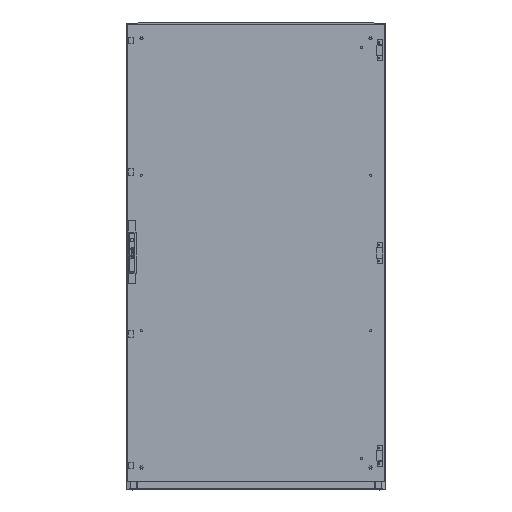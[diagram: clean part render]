
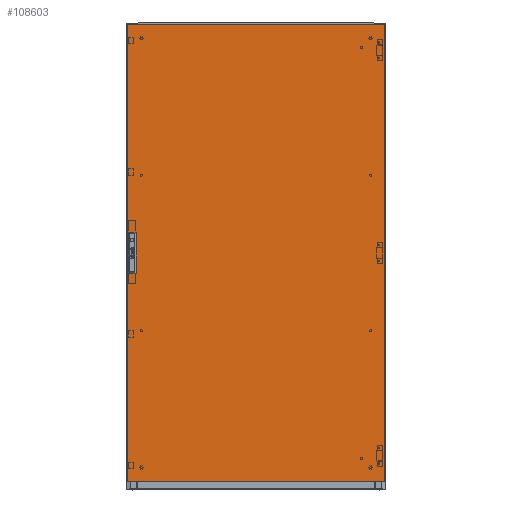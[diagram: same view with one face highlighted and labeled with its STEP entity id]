
A CAD part, top view. The second image highlights one B-rep face of the part: STEP entity #108603.
In plain terms, the highlighted planar face has unit normal (0, 0, 1).
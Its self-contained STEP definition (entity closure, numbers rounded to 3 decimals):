
#1778 = CARTESIAN_POINT ( 'NONE',  ( -463., 78.5, 0. ) ) ;
#3095 = AXIS2_PLACEMENT_3D ( 'NONE', #116536, #68773, #11314 ) ;
#3732 = EDGE_CURVE ( 'NONE', #54803, #25385, #101971, .T. ) ;
#3945 = CARTESIAN_POINT ( 'NONE',  ( -493.4, 0., 0. ) ) ;
#6471 = CARTESIAN_POINT ( 'NONE',  ( -497., 883.5, 0. ) ) ;
#6638 = LINE ( 'NONE', #6471, #54623 ) ;
#6958 = ORIENTED_EDGE ( 'NONE', *, *, #110671, .T. ) ;
#9091 = VECTOR ( 'NONE', #15880, 1000. ) ;
#11314 = DIRECTION ( 'NONE',  ( 1., 0., 0. ) ) ;
#12704 = VERTEX_POINT ( 'NONE', #1778 ) ;
#15585 = VECTOR ( 'NONE', #18224, 1000. ) ;
#15880 = DIRECTION ( 'NONE',  ( 0., -1., 0. ) ) ;
#16805 = ORIENTED_EDGE ( 'NONE', *, *, #67765, .T. ) ;
#18224 = DIRECTION ( 'NONE',  ( 0., 1., 0. ) ) ;
#23538 = FACE_OUTER_BOUND ( 'NONE', #60739, .T. ) ;
#23697 = VERTEX_POINT ( 'NONE', #121903 ) ;
#24348 = LINE ( 'NONE', #3945, #123451 ) ;
#25385 = VERTEX_POINT ( 'NONE', #97291 ) ;
#26574 = FACE_BOUND ( 'NONE', #38889, .T. ) ;
#28332 = ORIENTED_EDGE ( 'NONE', *, *, #113289, .T. ) ;
#28447 = VECTOR ( 'NONE', #64107, 1000. ) ;
#29039 = CARTESIAN_POINT ( 'NONE',  ( 497., 883.5, 0. ) ) ;
#34835 = VERTEX_POINT ( 'NONE', #57070 ) ;
#37982 = DIRECTION ( 'NONE',  ( 0., -1., 0. ) ) ;
#38889 = EDGE_LOOP ( 'NONE', ( #122099, #120816, #82941, #86613 ) ) ;
#41133 = LINE ( 'NONE', #104175, #15585 ) ;
#42054 = CARTESIAN_POINT ( 'NONE',  ( -493.4, -78.5, 0. ) ) ;
#45503 = VECTOR ( 'NONE', #109444, 1000. ) ;
#49465 = PLANE ( 'NONE',  #3095 ) ;
#50978 = VECTOR ( 'NONE', #113132, 1000. ) ;
#52530 = VERTEX_POINT ( 'NONE', #29039 ) ;
#53204 = LINE ( 'NONE', #104982, #101190 ) ;
#54623 = VECTOR ( 'NONE', #63860, 1000. ) ;
#54803 = VERTEX_POINT ( 'NONE', #61286 ) ;
#54810 = EDGE_CURVE ( 'NONE', #101969, #23697, #24348, .T. ) ;
#57070 = CARTESIAN_POINT ( 'NONE',  ( -463., -78.5, 0. ) ) ;
#60739 = EDGE_LOOP ( 'NONE', ( #28332, #16805, #6958, #68826 ) ) ;
#61286 = CARTESIAN_POINT ( 'NONE',  ( -497., -883.5, 0. ) ) ;
#63860 = DIRECTION ( 'NONE',  ( -1., 0., 0. ) ) ;
#64107 = DIRECTION ( 'NONE',  ( 1., 0., 0. ) ) ;
#65496 = VERTEX_POINT ( 'NONE', #99353 ) ;
#67765 = EDGE_CURVE ( 'NONE', #52530, #65496, #6638, .T. ) ;
#68773 = DIRECTION ( 'NONE',  ( 0., 0., 1. ) ) ;
#68826 = ORIENTED_EDGE ( 'NONE', *, *, #3732, .T. ) ;
#78736 = CARTESIAN_POINT ( 'NONE',  ( -493.4, 78.5, 0. ) ) ;
#82941 = ORIENTED_EDGE ( 'NONE', *, *, #92112, .F. ) ;
#85610 = LINE ( 'NONE', #121541, #9091 ) ;
#86613 = ORIENTED_EDGE ( 'NONE', *, *, #54810, .F. ) ;
#89532 = EDGE_CURVE ( 'NONE', #101969, #12704, #104925, .T. ) ;
#90251 = DIRECTION ( 'NONE',  ( 0., -1., 0. ) ) ;
#92112 = EDGE_CURVE ( 'NONE', #23697, #34835, #96489, .T. ) ;
#96489 = LINE ( 'NONE', #42054, #45503 ) ;
#97291 = CARTESIAN_POINT ( 'NONE',  ( 497., -883.5, 0. ) ) ;
#99353 = CARTESIAN_POINT ( 'NONE',  ( -497., 883.5, 0. ) ) ;
#101190 = VECTOR ( 'NONE', #37982, 1000. ) ;
#101969 = VERTEX_POINT ( 'NONE', #78736 ) ;
#101971 = LINE ( 'NONE', #103044, #50978 ) ;
#103044 = CARTESIAN_POINT ( 'NONE',  ( -497., -883.5, 0. ) ) ;
#104175 = CARTESIAN_POINT ( 'NONE',  ( 497., 883.5, 0. ) ) ;
#104925 = LINE ( 'NONE', #121587, #28447 ) ;
#104982 = CARTESIAN_POINT ( 'NONE',  ( -463., 0., 0. ) ) ;
#105362 = EDGE_CURVE ( 'NONE', #12704, #34835, #53204, .T. ) ;
#108603 = ADVANCED_FACE ( 'NONE', ( #26574, #23538 ), #49465, .T. ) ;
#109444 = DIRECTION ( 'NONE',  ( 1., 0., 0. ) ) ;
#110671 = EDGE_CURVE ( 'NONE', #65496, #54803, #85610, .T. ) ;
#113132 = DIRECTION ( 'NONE',  ( 1., 0., 0. ) ) ;
#113289 = EDGE_CURVE ( 'NONE', #25385, #52530, #41133, .T. ) ;
#116536 = CARTESIAN_POINT ( 'NONE',  ( 0., 0., 0. ) ) ;
#120816 = ORIENTED_EDGE ( 'NONE', *, *, #105362, .T. ) ;
#121541 = CARTESIAN_POINT ( 'NONE',  ( -497., 883.5, 0. ) ) ;
#121587 = CARTESIAN_POINT ( 'NONE',  ( -493.4, 78.5, 0. ) ) ;
#121903 = CARTESIAN_POINT ( 'NONE',  ( -493.4, -78.5, 0. ) ) ;
#122099 = ORIENTED_EDGE ( 'NONE', *, *, #89532, .T. ) ;
#123451 = VECTOR ( 'NONE', #90251, 1000. ) ;
